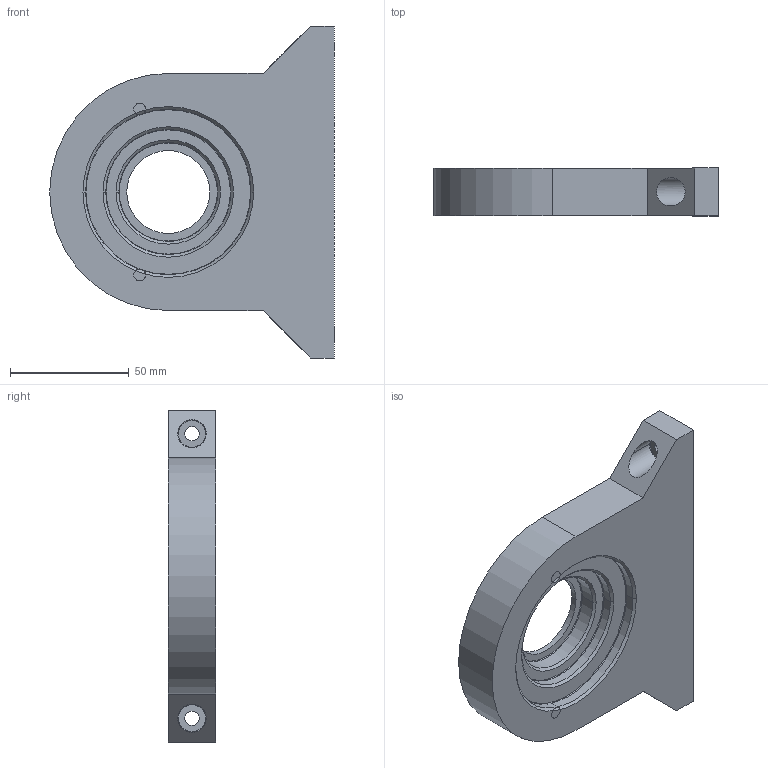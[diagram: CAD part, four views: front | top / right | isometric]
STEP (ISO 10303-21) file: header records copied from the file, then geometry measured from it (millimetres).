
FILE_DESCRIPTION((''),'2;1');
FILE_NAME('OBMP-TCU-1110','2023-10-09T17:05:36',('ccha425'),('Department of Mechanical Engineering, The University of Auckland'),'CREO PARAMETRIC BY PTC INC, 2017260','CREO PARAMETRIC BY PTC INC, 2017260','');
FILE_SCHEMA(('CONFIG_CONTROL_DESIGN'));
Length unit declared in the file: millimetre
Products named in the file (1): OBMP-TCU-1110
Bounding box: 120 x 20 x 140 mm (x, y, z)
Volume: 182708.6 mm3; surface area: 37046.7 mm2
Topology: 1 solids, 3 shells, 125 faces, 288 edges, 176 vertices
Faces by surface type: cylinder 57, plane 36, torus 26, cone 6
Entity records: 3639 total; most frequent: DIRECTION 688, CARTESIAN_POINT 634, ORIENTED_EDGE 568, EDGE_CURVE 288, AXIS2_PLACEMENT_3D 278, VERTEX_POINT 176, CIRCLE 152, EDGE_LOOP 142
